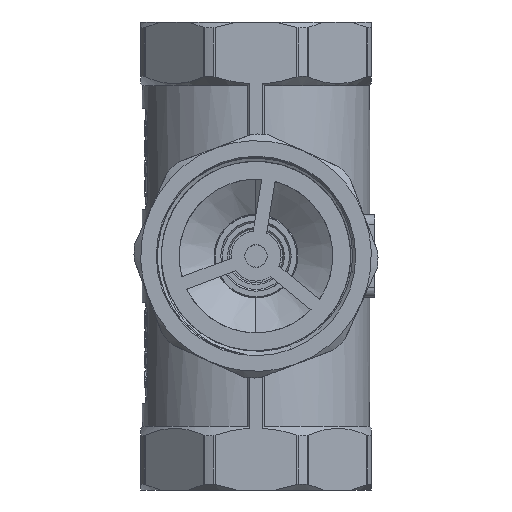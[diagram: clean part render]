
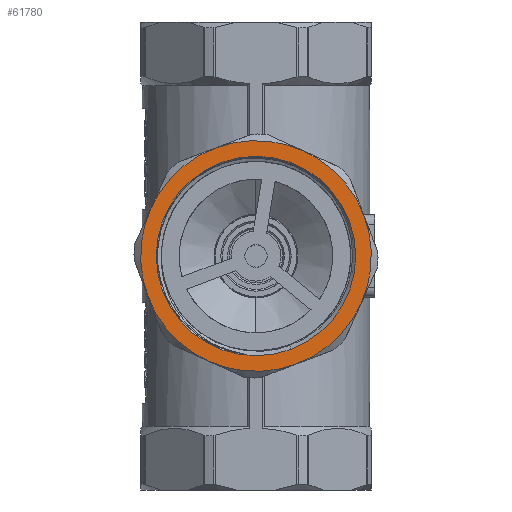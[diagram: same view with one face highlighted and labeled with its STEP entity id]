
A CAD part, front view. The second image highlights one B-rep face of the part: STEP entity #61780.
In plain terms, the highlighted planar face has unit normal (0, -1, 0).
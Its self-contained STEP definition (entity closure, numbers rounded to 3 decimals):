
#56860=CARTESIAN_POINT('',(14.606,-79.548,
143.302));
#56861=DIRECTION('',(0.,-1.,0.));
#56862=DIRECTION('',(0.412,0.,0.911));
#56863=AXIS2_PLACEMENT_3D('',#56860,#56861,#56862);
#56865=CARTESIAN_POINT('',(14.606,-79.548,
143.302));
#56866=DIRECTION('',(0.,-1.,0.));
#56867=DIRECTION('',(0.936,0.,0.353));
#56868=AXIS2_PLACEMENT_3D('',#56865,#56866,#56867);
#56870=CARTESIAN_POINT('',(14.606,-79.548,
143.302));
#56871=DIRECTION('',(0.,-1.,0.));
#56872=DIRECTION('',(0.911,0.,-0.412));
#56873=AXIS2_PLACEMENT_3D('',#56870,#56871,#56872);
#56875=CARTESIAN_POINT('',(14.606,-79.548,
143.302));
#56876=DIRECTION('',(0.,-1.,0.));
#56877=DIRECTION('',(0.353,0.,-0.936));
#56878=AXIS2_PLACEMENT_3D('',#56875,#56876,#56877);
#56880=CARTESIAN_POINT('',(14.606,-79.548,
143.302));
#56881=DIRECTION('',(0.,-1.,0.));
#56882=DIRECTION('',(-0.412,0.,-0.911));
#56883=AXIS2_PLACEMENT_3D('',#56880,#56881,#56882);
#56885=CARTESIAN_POINT('',(14.606,-79.548,
143.302));
#56886=DIRECTION('',(0.,-1.,0.));
#56887=DIRECTION('',(-0.936,0.,-0.353));
#56888=AXIS2_PLACEMENT_3D('',#56885,#56886,#56887);
#56890=CARTESIAN_POINT('',(14.606,-79.548,
143.302));
#56891=DIRECTION('',(0.,-1.,0.));
#56892=DIRECTION('',(-0.911,0.,0.412));
#56893=AXIS2_PLACEMENT_3D('',#56890,#56891,#56892);
#56895=CARTESIAN_POINT('',(14.606,-79.548,
143.302));
#56896=DIRECTION('',(0.,-1.,0.));
#56897=DIRECTION('',(-0.353,0.,0.936));
#56898=AXIS2_PLACEMENT_3D('',#56895,#56896,#56897);
#56900=CARTESIAN_POINT('',(14.606,-79.548,
143.302));
#56901=DIRECTION('',(0.,1.,0.));
#56902=DIRECTION('',(0.353,0.,-0.936));
#56903=AXIS2_PLACEMENT_3D('',#56900,#56901,#56902);
#56905=CARTESIAN_POINT('',(14.606,-79.548,
143.302));
#56906=DIRECTION('',(0.,1.,0.));
#56907=DIRECTION('',(-0.353,0.,0.936));
#56908=AXIS2_PLACEMENT_3D('',#56905,#56906,#56907);
#56923=CARTESIAN_POINT('',(28.82,-79.548,
174.738));
#56944=CARTESIAN_POINT('',(46.886,-79.548,
155.479));
#56965=CARTESIAN_POINT('',(46.042,-79.548,
129.088));
#57020=CARTESIAN_POINT('',(-17.673,-79.548,
131.124));
#57034=CARTESIAN_POINT('',(0.392,-79.548,
111.866));
#60951=VERTEX_POINT('',#57020);
#60952=CARTESIAN_POINT('',(2.429,-79.548,
175.581));
#60953=CARTESIAN_POINT('',(-16.829,-79.548,
157.516));
#60954=VERTEX_POINT('',#60952);
#60955=VERTEX_POINT('',#60953);
#60965=VERTEX_POINT('',#56923);
#61079=VERTEX_POINT('',#56944);
#61082=VERTEX_POINT('',#57034);
#61113=VERTEX_POINT('',#56965);
#61130=CARTESIAN_POINT('',(4.078,-79.548,
171.21));
#61131=CARTESIAN_POINT('',(25.135,-79.548,
115.394));
#61132=VERTEX_POINT('',#61130);
#61133=VERTEX_POINT('',#61131);
#61167=CARTESIAN_POINT('',(26.784,-79.548,
111.022));
#61168=VERTEX_POINT('',#61167);
#61752=CARTESIAN_POINT('',(46.886,-79.548,
155.479));
#61753=DIRECTION('',(0.,1.,0.));
#61754=DIRECTION('',(-0.353,0.,0.936));
#61755=AXIS2_PLACEMENT_3D('',#61752,#61753,#61754);
#61756=PLANE('',#61755);
#61758=ORIENTED_EDGE('',*,*,#61757,.F.);
#61760=ORIENTED_EDGE('',*,*,#61759,.F.);
#61762=ORIENTED_EDGE('',*,*,#61761,.F.);
#61764=ORIENTED_EDGE('',*,*,#61763,.F.);
#61766=ORIENTED_EDGE('',*,*,#61765,.F.);
#61768=ORIENTED_EDGE('',*,*,#61767,.F.);
#61769=ORIENTED_EDGE('',*,*,#61744,.F.);
#61771=ORIENTED_EDGE('',*,*,#61770,.F.);
#61772=EDGE_LOOP('',(#61758,#61760,#61762,#61764,#61766,#61768,#61769,#61771));
#61773=FACE_OUTER_BOUND('',#61772,.F.);
#61775=ORIENTED_EDGE('',*,*,#61774,.F.);
#61777=ORIENTED_EDGE('',*,*,#61776,.F.);
#61778=EDGE_LOOP('',(#61775,#61777));
#61779=FACE_BOUND('',#61778,.F.);
#61780=ADVANCED_FACE('',(#61773,#61779),#61756,.F.);
#56864=CIRCLE('',#56863,34.5);
#56869=CIRCLE('',#56868,34.5);
#56874=CIRCLE('',#56873,34.5);
#56879=CIRCLE('',#56878,34.5);
#56884=CIRCLE('',#56883,34.5);
#56889=CIRCLE('',#56888,34.5);
#56894=CIRCLE('',#56893,34.5);
#56899=CIRCLE('',#56898,34.5);
#56904=CIRCLE('',#56903,29.828);
#56909=CIRCLE('',#56908,29.828);
#61744=EDGE_CURVE('',#60955,#60951,#56894,.T.);
#61757=EDGE_CURVE('',#60965,#60954,#56864,.T.);
#61759=EDGE_CURVE('',#61079,#60965,#56869,.T.);
#61761=EDGE_CURVE('',#61113,#61079,#56874,.T.);
#61763=EDGE_CURVE('',#61168,#61113,#56879,.T.);
#61765=EDGE_CURVE('',#61082,#61168,#56884,.T.);
#61767=EDGE_CURVE('',#60951,#61082,#56889,.T.);
#61770=EDGE_CURVE('',#60954,#60955,#56899,.T.);
#61774=EDGE_CURVE('',#61133,#61132,#56904,.T.);
#61776=EDGE_CURVE('',#61132,#61133,#56909,.T.);
